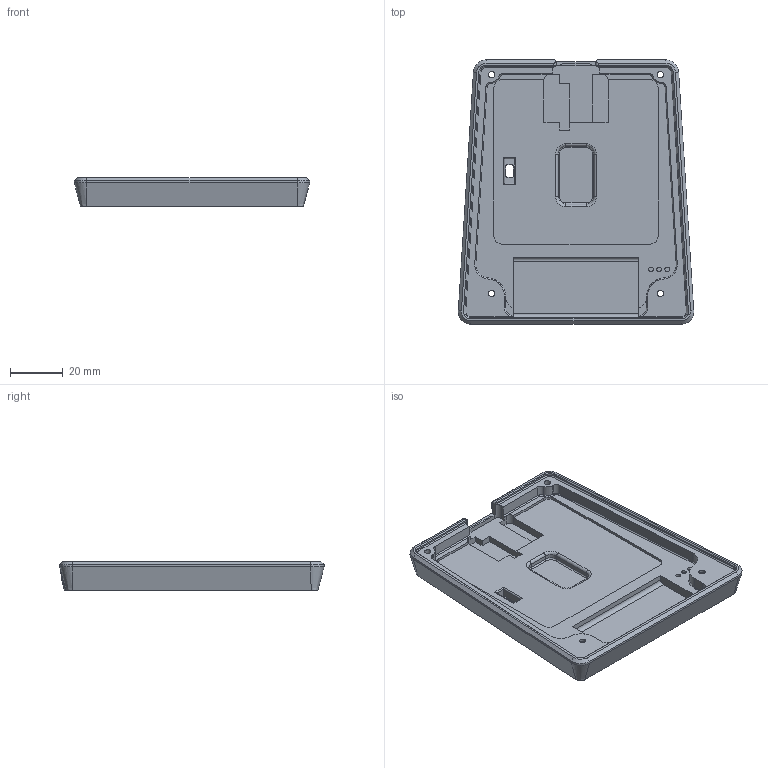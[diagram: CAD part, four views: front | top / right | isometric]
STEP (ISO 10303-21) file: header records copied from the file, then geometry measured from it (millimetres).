
FILE_DESCRIPTION(/* description */ (''),/* implementation_level */ '2;1');
FILE_NAME(/* name */ 'AdeptBLE_bottom.step',/* time_stamp */ '2025-04-02T08:27:47+09:00',/* author */ (''),/* organization */ (''),/* preprocessor_version */ 'ST-DEVELOPER v20.1',/* originating_system */ 'Autodesk Translation Framework v14.4.0.0',/* authorisation */ '');
FILE_SCHEMA (('AUTOMOTIVE_DESIGN { 1 0 10303 214 3 1 1 }'));
Length unit declared in the file: millimetre
Products named in the file (2): AdeptBLE3; MDM-001_REV-OOO_NO-LOGO
Assembly tree (1 placements, depth 2):
  AdeptBLE3
    MDM-001_REV-OOO_NO-LOGO
Bounding box: 89.25 x 100.16 x 10.9 mm (x, y, z)
Volume: 37670 mm3; surface area: 22743.5 mm2
Topology: 1 solids, 1 shells, 232 faces, 580 edges, 355 vertices
Faces by surface type: plane 103, cylinder 67, bspline 38, cone 16, torus 8
Full cylindrical faces by diameter (mm): 1.8 x3, 2.4 x4, 4.6 x4
Entity records: 11336 total; most frequent: CARTESIAN_POINT 5855, ORIENTED_EDGE 1160, DIRECTION 1077, EDGE_CURVE 580, AXIS2_PLACEMENT_3D 363, VERTEX_POINT 355, LINE 351, VECTOR 351
